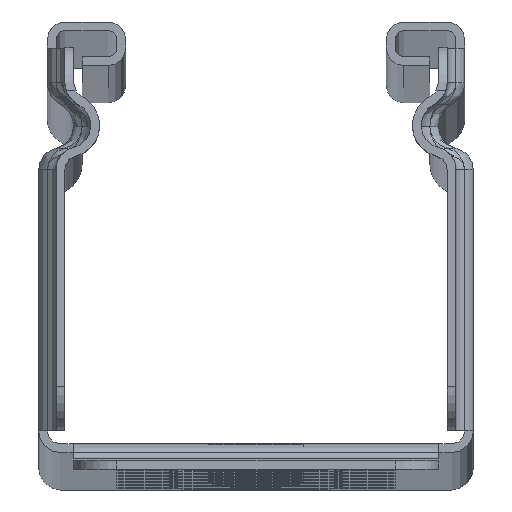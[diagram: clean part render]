
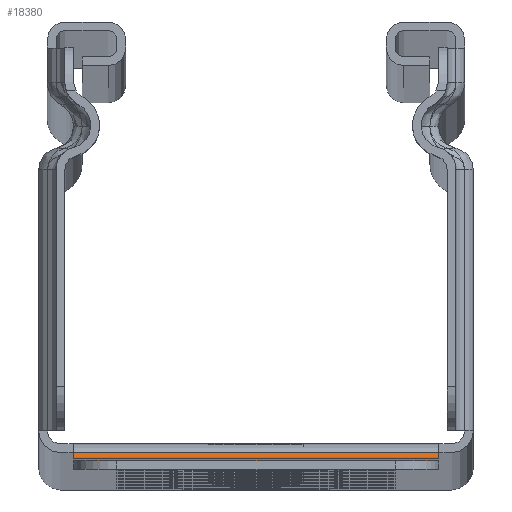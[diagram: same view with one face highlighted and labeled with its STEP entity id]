
A CAD part, top view. The second image highlights one B-rep face of the part: STEP entity #18380.
In plain terms, the highlighted cylindrical face has radius 3.625 mm (diameter 7.25 mm), a partial arc.
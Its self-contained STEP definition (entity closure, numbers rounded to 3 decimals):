
#1016=FACE_OUTER_BOUND('',#2260,.T.);
#2260=EDGE_LOOP('',(#13649,#13650,#13651,#13652));
#3887=CIRCLE('',#20099,3.625);
#3899=CIRCLE('',#20121,3.625);
#4830=LINE('',#29892,#6487);
#4831=LINE('',#29893,#6488);
#6487=VECTOR('',#23757,10.);
#6488=VECTOR('',#23758,10.);
#8822=VERTEX_POINT('',#29843);
#8823=VERTEX_POINT('',#29845);
#8832=VERTEX_POINT('',#29886);
#8833=VERTEX_POINT('',#29888);
#10693=EDGE_CURVE('',#8822,#8823,#3887,.T.);
#10716=EDGE_CURVE('',#8832,#8833,#3899,.T.);
#10718=EDGE_CURVE('',#8833,#8822,#4830,.T.);
#10719=EDGE_CURVE('',#8823,#8832,#4831,.T.);
#13649=ORIENTED_EDGE('',*,*,#10718,.F.);
#13650=ORIENTED_EDGE('',*,*,#10716,.F.);
#13651=ORIENTED_EDGE('',*,*,#10719,.F.);
#13652=ORIENTED_EDGE('',*,*,#10693,.F.);
#16935=CYLINDRICAL_SURFACE('',#20122,3.625);
#18380=ADVANCED_FACE('',(#1016),#16935,.F.);
#20099=AXIS2_PLACEMENT_3D('',#29846,#23697,#23698);
#20121=AXIS2_PLACEMENT_3D('',#29889,#23752,#23753);
#20122=AXIS2_PLACEMENT_3D('',#29891,#23755,#23756);
#23697=DIRECTION('center_axis',(1.,0.,0.));
#23698=DIRECTION('ref_axis',(0.,1.,0.));
#23752=DIRECTION('center_axis',(-1.,0.,0.));
#23753=DIRECTION('ref_axis',(0.,1.,0.));
#23755=DIRECTION('center_axis',(1.,0.,0.));
#23756=DIRECTION('ref_axis',(0.,1.,0.));
#23757=DIRECTION('',(-1.,0.,0.));
#23758=DIRECTION('',(1.,0.,0.));
#29843=CARTESIAN_POINT('',(-107.5,-1.,-36.5));
#29845=CARTESIAN_POINT('',(-107.5,0.,-39.));
#29846=CARTESIAN_POINT('Origin',(-107.5,2.625,-36.5));
#29886=CARTESIAN_POINT('',(-65.5,0.,-39.));
#29888=CARTESIAN_POINT('',(-65.5,-1.,-36.5));
#29889=CARTESIAN_POINT('Origin',(-65.5,2.625,-36.5));
#29891=CARTESIAN_POINT('Origin',(-86.5,2.625,-36.5));
#29892=CARTESIAN_POINT('',(-86.5,-1.,-36.5));
#29893=CARTESIAN_POINT('',(-86.5,0.,-39.));
